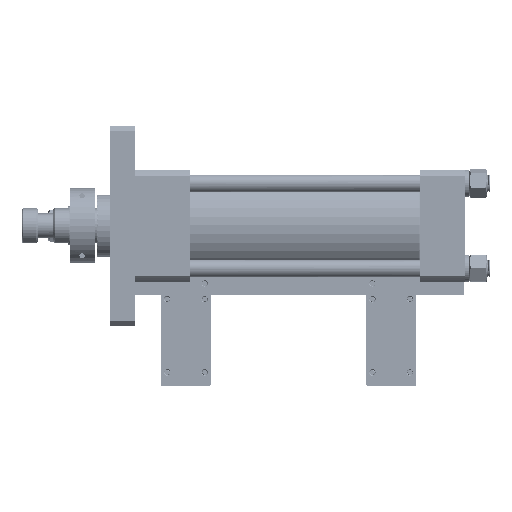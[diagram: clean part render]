
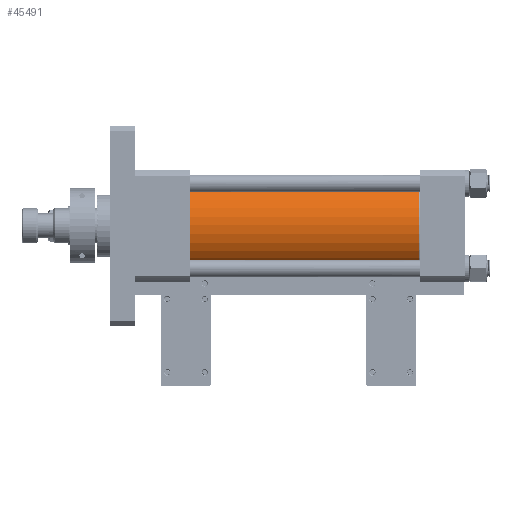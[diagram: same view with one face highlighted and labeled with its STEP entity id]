
A CAD part, front view. The second image highlights one B-rep face of the part: STEP entity #45491.
In plain terms, the highlighted cylindrical face has radius 40 mm (diameter 80 mm), a partial arc.
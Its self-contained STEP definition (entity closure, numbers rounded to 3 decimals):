
#35814 = FACE_OUTER_BOUND ( 'NONE', #45476, .T. ) ;
#35817 = CYLINDRICAL_SURFACE ( 'NONE', #35949, 40. ) ;
#35947 = DIRECTION ( 'NONE',  ( 0., -1., 0. ) ) ;
#35948 = CARTESIAN_POINT ( 'NONE',  ( 0., 184., 0. ) ) ;
#35949 = AXIS2_PLACEMENT_3D ( 'NONE', #35948, #35947, #36085 ) ;
#36085 = DIRECTION ( 'NONE',  ( 0., 0., -1. ) ) ;
#37021 = CARTESIAN_POINT ( 'NONE',  ( 0., 183.5, -40. ) ) ;
#37023 = CARTESIAN_POINT ( 'NONE',  ( 0., 183.5, 0. ) ) ;
#37025 = CIRCLE ( 'NONE', #37182, 40. ) ;
#37158 = DIRECTION ( 'NONE',  ( 0., -1., 0. ) ) ;
#37159 = VECTOR ( 'NONE', #37158, 1000. ) ;
#37160 = CARTESIAN_POINT ( 'NONE',  ( 0., 184., -40. ) ) ;
#37161 = LINE ( 'NONE', #37160, #37159 ) ;
#37165 = DIRECTION ( 'NONE',  ( 0., -1., 0. ) ) ;
#37166 = VECTOR ( 'NONE', #37165, 1000. ) ;
#37167 = CARTESIAN_POINT ( 'NONE',  ( 0., 184., 40. ) ) ;
#37168 = LINE ( 'NONE', #37167, #37166 ) ;
#37169 = DIRECTION ( 'NONE',  ( 0., 0., -1. ) ) ;
#37171 = DIRECTION ( 'NONE',  ( 0., 1., 0. ) ) ;
#37172 = CARTESIAN_POINT ( 'NONE',  ( 0., 0.5, 0. ) ) ;
#37173 = AXIS2_PLACEMENT_3D ( 'NONE', #37172, #37171, #37169 ) ;
#37177 = CARTESIAN_POINT ( 'NONE',  ( 0., 183.5, 40. ) ) ;
#37179 = CIRCLE ( 'NONE', #37173, 40. ) ;
#37180 = DIRECTION ( 'NONE',  ( 0., 0., -1. ) ) ;
#37181 = DIRECTION ( 'NONE',  ( 0., -1., 0. ) ) ;
#37182 = AXIS2_PLACEMENT_3D ( 'NONE', #37023, #37181, #37180 ) ;
#37183 = CARTESIAN_POINT ( 'NONE',  ( 0., 0.5, 40. ) ) ;
#37186 = CARTESIAN_POINT ( 'NONE',  ( 0., 0.5, -40. ) ) ;
#45476 = EDGE_LOOP ( 'NONE', ( #45483, #45703, #45698, #45711 ) ) ;
#45483 = ORIENTED_EDGE ( 'NONE', *, *, #45685, .T. ) ;
#45491 = ADVANCED_FACE ( 'NONE', ( #35814 ), #35817, .T. ) ;
#45685 = EDGE_CURVE ( 'NONE', #45690, #45696, #37025, .T. ) ;
#45688 = VERTEX_POINT ( 'NONE', #37186 ) ;
#45690 = VERTEX_POINT ( 'NONE', #37021 ) ;
#45692 = VERTEX_POINT ( 'NONE', #37183 ) ;
#45696 = VERTEX_POINT ( 'NONE', #37177 ) ;
#45698 = ORIENTED_EDGE ( 'NONE', *, *, #45705, .T. ) ;
#45703 = ORIENTED_EDGE ( 'NONE', *, *, #45707, .T. ) ;
#45705 = EDGE_CURVE ( 'NONE', #45692, #45688, #37179, .T. ) ;
#45707 = EDGE_CURVE ( 'NONE', #45696, #45692, #37168, .T. ) ;
#45711 = ORIENTED_EDGE ( 'NONE', *, *, #45713, .F. ) ;
#45713 = EDGE_CURVE ( 'NONE', #45690, #45688, #37161, .T. ) ;
